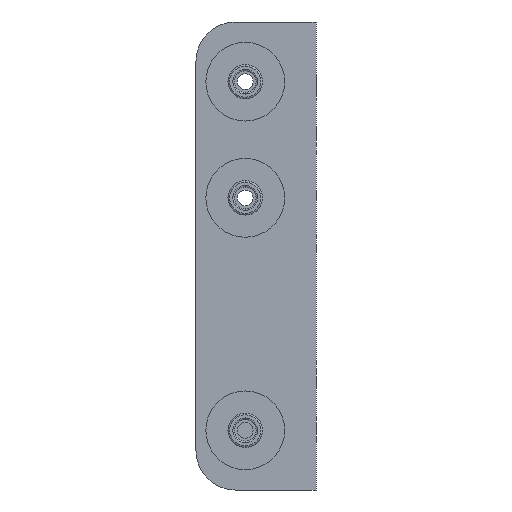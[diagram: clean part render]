
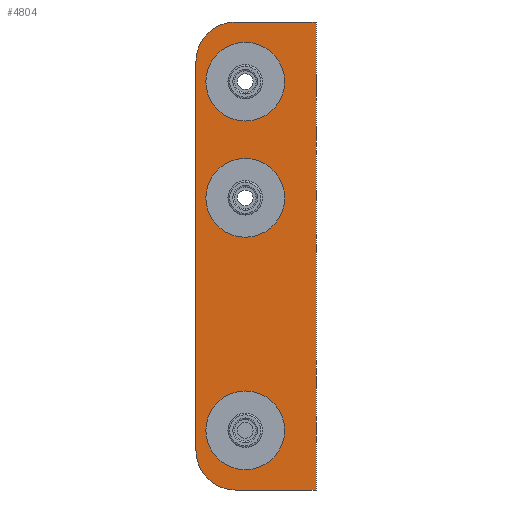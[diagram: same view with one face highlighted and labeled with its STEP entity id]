
A CAD part, left-side view. The second image highlights one B-rep face of the part: STEP entity #4804.
In plain terms, the highlighted planar face has unit normal (-1, 0, 0).
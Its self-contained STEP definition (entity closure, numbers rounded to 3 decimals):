
#79 = FACE_OUTER_BOUND ( 'NONE', #15128, .T. ) ;
#221 = ORIENTED_EDGE ( 'NONE', *, *, #9981, .T. ) ;
#319 = AXIS2_PLACEMENT_3D ( 'NONE', #13055, #8957, #22092 ) ;
#1229 = EDGE_LOOP ( 'NONE', ( #17142, #23109 ) ) ;
#1427 = VECTOR ( 'NONE', #13850, 1000. ) ;
#1646 = EDGE_CURVE ( 'NONE', #20385, #19537, #4291, .T. ) ;
#1822 = EDGE_CURVE ( 'NONE', #16872, #5526, #16612, .T. ) ;
#1957 = ORIENTED_EDGE ( 'NONE', *, *, #3108, .T. ) ;
#2096 = CARTESIAN_POINT ( 'NONE',  ( -25.25, 12.19, -17.78 ) ) ;
#2169 = CARTESIAN_POINT ( 'NONE',  ( -25.25, 7.19, 21.7 ) ) ;
#2183 = DIRECTION ( 'NONE',  ( -1., 0., 0. ) ) ;
#2803 = CARTESIAN_POINT ( 'NONE',  ( -25.25, 7.19, 9.9 ) ) ;
#3011 = CARTESIAN_POINT ( 'NONE',  ( -25.25, 0., -23.76 ) ) ;
#3108 = EDGE_CURVE ( 'NONE', #5526, #11471, #3383, .T. ) ;
#3341 = AXIS2_PLACEMENT_3D ( 'NONE', #17930, #14468, #8665 ) ;
#3383 = LINE ( 'NONE', #12622, #4866 ) ;
#3481 = VECTOR ( 'NONE', #5339, 1000. ) ;
#3741 = DIRECTION ( 'NONE',  ( 0., 0., -1. ) ) ;
#4291 = CIRCLE ( 'NONE', #17903, 4. ) ;
#4730 = EDGE_CURVE ( 'NONE', #6873, #12615, #12116, .T. ) ;
#4804 = ADVANCED_FACE ( 'NONE', ( #79, #10061, #16227, #12436 ), #11697, .T. ) ;
#4866 = VECTOR ( 'NONE', #20149, 1000. ) ;
#5114 = EDGE_CURVE ( 'NONE', #9163, #22635, #16202, .T. ) ;
#5339 = DIRECTION ( 'NONE',  ( 0., 0., -1. ) ) ;
#5497 = AXIS2_PLACEMENT_3D ( 'NONE', #17491, #21243, #13884 ) ;
#5526 = VERTEX_POINT ( 'NONE', #13580 ) ;
#5657 = EDGE_LOOP ( 'NONE', ( #6212, #13645 ) ) ;
#6212 = ORIENTED_EDGE ( 'NONE', *, *, #1646, .F. ) ;
#6525 = CARTESIAN_POINT ( 'NONE',  ( -25.25, 12.19, -17.78 ) ) ;
#6873 = VERTEX_POINT ( 'NONE', #20387 ) ;
#7937 = CARTESIAN_POINT ( 'NONE',  ( -25.25, 7.19, 13.7 ) ) ;
#7960 = CARTESIAN_POINT ( 'NONE',  ( -25.25, 7.19, -13.7 ) ) ;
#8414 = DIRECTION ( 'NONE',  ( 0., 0., -1. ) ) ;
#8665 = DIRECTION ( 'NONE',  ( 0., 0., -1. ) ) ;
#8957 = DIRECTION ( 'NONE',  ( -1., 0., 0. ) ) ;
#9150 = EDGE_CURVE ( 'NONE', #15321, #11471, #21088, .T. ) ;
#9163 = VERTEX_POINT ( 'NONE', #20517 ) ;
#9357 = CARTESIAN_POINT ( 'NONE',  ( -25.25, 12.19, -19.76 ) ) ;
#9636 = AXIS2_PLACEMENT_3D ( 'NONE', #2096, #2183, #23115 ) ;
#9981 = EDGE_CURVE ( 'NONE', #17349, #16872, #14346, .T. ) ;
#10061 = FACE_BOUND ( 'NONE', #1229, .T. ) ;
#10475 = DIRECTION ( 'NONE',  ( 0., 0., 1. ) ) ;
#11247 = CARTESIAN_POINT ( 'NONE',  ( -25.25, 0., -17.78 ) ) ;
#11270 = EDGE_CURVE ( 'NONE', #22635, #9163, #21301, .T. ) ;
#11353 = AXIS2_PLACEMENT_3D ( 'NONE', #21025, #23165, #3741 ) ;
#11471 = VERTEX_POINT ( 'NONE', #3011 ) ;
#11697 = PLANE ( 'NONE',  #9636 ) ;
#11862 = DIRECTION ( 'NONE',  ( 0., 0., -1. ) ) ;
#12116 = CIRCLE ( 'NONE', #11353, 4. ) ;
#12436 = FACE_BOUND ( 'NONE', #12550, .T. ) ;
#12550 = EDGE_LOOP ( 'NONE', ( #18955, #21487 ) ) ;
#12615 = VERTEX_POINT ( 'NONE', #2803 ) ;
#12622 = CARTESIAN_POINT ( 'NONE',  ( -25.25, 12.19, -23.76 ) ) ;
#12681 = ORIENTED_EDGE ( 'NONE', *, *, #9150, .F. ) ;
#13055 = CARTESIAN_POINT ( 'NONE',  ( -25.25, 8.19, 19.76 ) ) ;
#13580 = CARTESIAN_POINT ( 'NONE',  ( -25.25, 8.19, -23.76 ) ) ;
#13645 = ORIENTED_EDGE ( 'NONE', *, *, #20467, .F. ) ;
#13849 = CARTESIAN_POINT ( 'NONE',  ( -25.25, 12.19, 23.76 ) ) ;
#13850 = DIRECTION ( 'NONE',  ( 0., 0., -1. ) ) ;
#13884 = DIRECTION ( 'NONE',  ( 0., 0., 1. ) ) ;
#13910 = DIRECTION ( 'NONE',  ( 0., 0., 1. ) ) ;
#14000 = CARTESIAN_POINT ( 'NONE',  ( -25.25, 7.19, 5.9 ) ) ;
#14087 = EDGE_CURVE ( 'NONE', #12615, #6873, #20864, .T. ) ;
#14346 = LINE ( 'NONE', #6525, #1427 ) ;
#14468 = DIRECTION ( 'NONE',  ( 1., 0., 0. ) ) ;
#14516 = ORIENTED_EDGE ( 'NONE', *, *, #1822, .T. ) ;
#14530 = ORIENTED_EDGE ( 'NONE', *, *, #16121, .T. ) ;
#15128 = EDGE_LOOP ( 'NONE', ( #221, #14516, #1957, #12681, #17558, #14530 ) ) ;
#15318 = CIRCLE ( 'NONE', #319, 4. ) ;
#15321 = VERTEX_POINT ( 'NONE', #22197 ) ;
#15441 = CIRCLE ( 'NONE', #23348, 4. ) ;
#15698 = DIRECTION ( 'NONE',  ( 0., -1., 0. ) ) ;
#15758 = AXIS2_PLACEMENT_3D ( 'NONE', #17618, #22969, #11862 ) ;
#16121 = EDGE_CURVE ( 'NONE', #21831, #17349, #15318, .T. ) ;
#16202 = CIRCLE ( 'NONE', #3341, 4. ) ;
#16227 = FACE_BOUND ( 'NONE', #5657, .T. ) ;
#16612 = CIRCLE ( 'NONE', #5497, 4. ) ;
#16872 = VERTEX_POINT ( 'NONE', #9357 ) ;
#17142 = ORIENTED_EDGE ( 'NONE', *, *, #11270, .T. ) ;
#17349 = VERTEX_POINT ( 'NONE', #20006 ) ;
#17491 = CARTESIAN_POINT ( 'NONE',  ( -25.25, 8.19, -19.76 ) ) ;
#17558 = ORIENTED_EDGE ( 'NONE', *, *, #22276, .F. ) ;
#17618 = CARTESIAN_POINT ( 'NONE',  ( -25.25, 7.19, -17.7 ) ) ;
#17738 = VECTOR ( 'NONE', #15698, 1000. ) ;
#17903 = AXIS2_PLACEMENT_3D ( 'NONE', #21883, #23687, #10475 ) ;
#17930 = CARTESIAN_POINT ( 'NONE',  ( -25.25, 7.19, -17.7 ) ) ;
#18659 = AXIS2_PLACEMENT_3D ( 'NONE', #14000, #19643, #8414 ) ;
#18955 = ORIENTED_EDGE ( 'NONE', *, *, #14087, .T. ) ;
#19080 = CARTESIAN_POINT ( 'NONE',  ( -25.25, 8.19, 23.76 ) ) ;
#19537 = VERTEX_POINT ( 'NONE', #7937 ) ;
#19643 = DIRECTION ( 'NONE',  ( 1., 0., 0. ) ) ;
#19712 = DIRECTION ( 'NONE',  ( -1., 0., 0. ) ) ;
#20006 = CARTESIAN_POINT ( 'NONE',  ( -25.25, 12.19, 19.76 ) ) ;
#20149 = DIRECTION ( 'NONE',  ( 0., -1., 0. ) ) ;
#20385 = VERTEX_POINT ( 'NONE', #2169 ) ;
#20387 = CARTESIAN_POINT ( 'NONE',  ( -25.25, 7.19, 1.9 ) ) ;
#20467 = EDGE_CURVE ( 'NONE', #19537, #20385, #15441, .T. ) ;
#20517 = CARTESIAN_POINT ( 'NONE',  ( -25.25, 7.19, -21.7 ) ) ;
#20864 = CIRCLE ( 'NONE', #18659, 4. ) ;
#21025 = CARTESIAN_POINT ( 'NONE',  ( -25.25, 7.19, 5.9 ) ) ;
#21088 = LINE ( 'NONE', #11247, #3481 ) ;
#21243 = DIRECTION ( 'NONE',  ( -1., 0., 0. ) ) ;
#21301 = CIRCLE ( 'NONE', #15758, 4. ) ;
#21487 = ORIENTED_EDGE ( 'NONE', *, *, #4730, .T. ) ;
#21530 = CARTESIAN_POINT ( 'NONE',  ( -25.25, 7.19, 17.7 ) ) ;
#21567 = LINE ( 'NONE', #13849, #17738 ) ;
#21831 = VERTEX_POINT ( 'NONE', #19080 ) ;
#21883 = CARTESIAN_POINT ( 'NONE',  ( -25.25, 7.19, 17.7 ) ) ;
#22092 = DIRECTION ( 'NONE',  ( 0., 0., 1. ) ) ;
#22197 = CARTESIAN_POINT ( 'NONE',  ( -25.25, 0., 23.76 ) ) ;
#22276 = EDGE_CURVE ( 'NONE', #21831, #15321, #21567, .T. ) ;
#22635 = VERTEX_POINT ( 'NONE', #7960 ) ;
#22969 = DIRECTION ( 'NONE',  ( 1., 0., 0. ) ) ;
#23109 = ORIENTED_EDGE ( 'NONE', *, *, #5114, .T. ) ;
#23115 = DIRECTION ( 'NONE',  ( 0., 0., 1. ) ) ;
#23165 = DIRECTION ( 'NONE',  ( 1., 0., 0. ) ) ;
#23348 = AXIS2_PLACEMENT_3D ( 'NONE', #21530, #19712, #13910 ) ;
#23687 = DIRECTION ( 'NONE',  ( -1., 0., 0. ) ) ;
